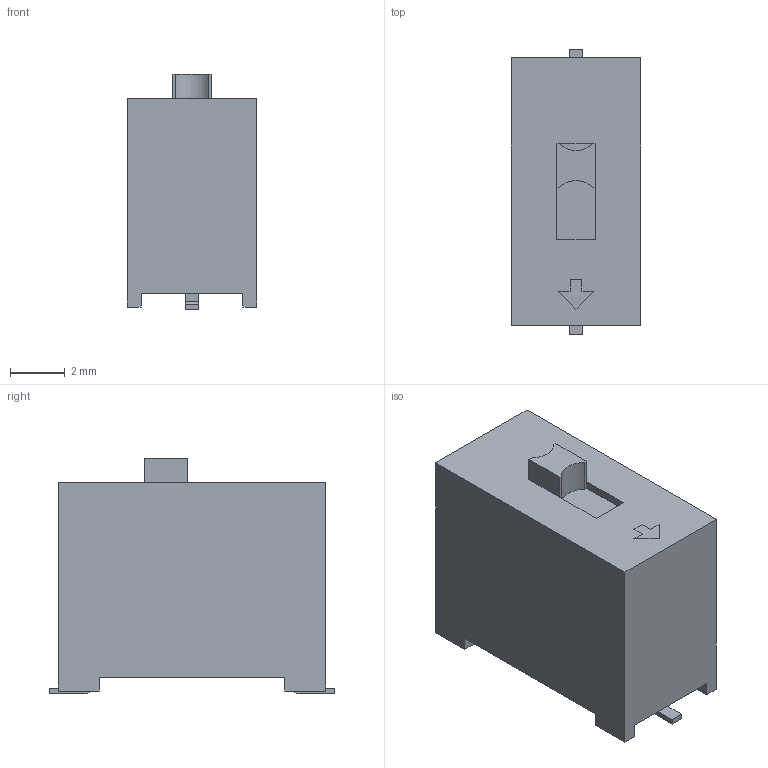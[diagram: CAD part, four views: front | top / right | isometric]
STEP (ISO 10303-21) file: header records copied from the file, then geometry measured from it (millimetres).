
FILE_DESCRIPTION(/* description */ ('model of SW_DIP_SPSTx01_Slide_9.78x4.72mm_W8.61mm_P2.54mm'),/* implementation_level */ '2;1');
FILE_NAME(/* name */ 'SW_DIP_SPSTx01_Slide_9.78x4.72mm_W8.61mm_P2.54mm.step',/* time_stamp */ '2018-12-27T15:13:54',/* author */ ('Terje Io','https://github.com/terjeio'),/* organization */ ('FreeCAD'),/* preprocessor_version */ 'OCC',/* originating_system */ 'kicad StepUp',/* authorisation */ '');
FILE_SCHEMA(('AUTOMOTIVE_DESIGN { 1 0 10303 214 1 1 1 1 }'));
Length unit declared in the file: millimetre
Products named in the file (1): SW_DIP_SPSTx01_Slide_978x472mm_W861mm_P254mm
Bounding box: 4.72 x 10.4 x 8.6 mm (x, y, z)
Volume: 330.3 mm3; surface area: 319.8 mm2
Topology: 1 solids, 1 shells, 52 faces, 141 edges, 95 vertices
Faces by surface type: plane 46, cylinder 6
Entity records: 1117 total; most frequent: ORIENTED_EDGE 218, CARTESIAN_POINT 147, EDGE_CURVE 141, LINE 110, VERTEX_POINT 95, FACE_BOUND 56, EDGE_LOOP 56, AXIS2_PLACEMENT_3D 53
